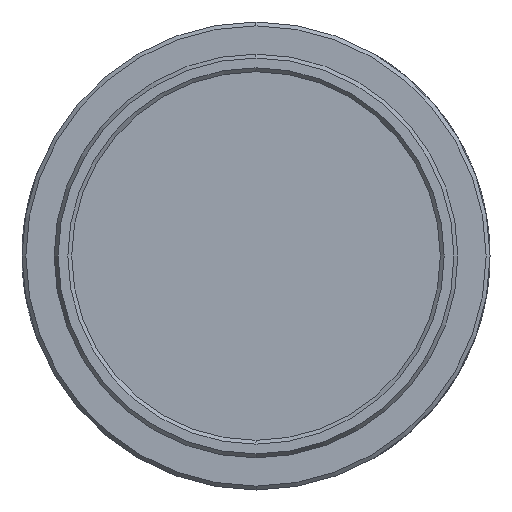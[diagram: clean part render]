
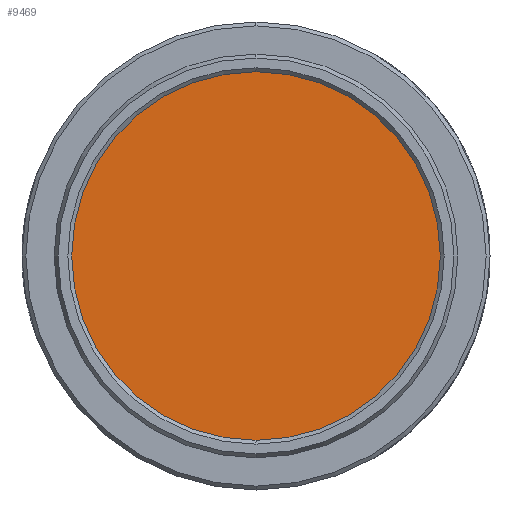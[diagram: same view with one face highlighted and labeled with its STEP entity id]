
A CAD part, left-side view. The second image highlights one B-rep face of the part: STEP entity #9469.
In plain terms, the highlighted planar face has unit normal (-1, 0, 0).
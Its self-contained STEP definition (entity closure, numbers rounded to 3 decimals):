
#49 = AXIS2_PLACEMENT_3D ( 'NONE', #931, #8803, #131 ) ;
#68 = DIRECTION ( 'NONE',  ( 0., -0.96, -0.281 ) ) ;
#131 = DIRECTION ( 'NONE',  ( 0., -0.96, -0.281 ) ) ;
#176 = EDGE_CURVE ( 'NONE', #8250, #3382, #8110, .T. ) ;
#232 = CARTESIAN_POINT ( 'NONE',  ( -2.667, 12.189, 3.567 ) ) ;
#931 = CARTESIAN_POINT ( 'NONE',  ( -2.667, 0., 0. ) ) ;
#2284 = CARTESIAN_POINT ( 'NONE',  ( -2.667, -12.189, -3.567 ) ) ;
#2498 = PLANE ( 'NONE',  #49 ) ;
#2592 = DIRECTION ( 'NONE',  ( 1., 0., 0. ) ) ;
#3382 = VERTEX_POINT ( 'NONE', #2284 ) ;
#3624 = AXIS2_PLACEMENT_3D ( 'NONE', #7218, #2592, #68 ) ;
#3887 = DIRECTION ( 'NONE',  ( 1., 0., 0. ) ) ;
#5692 = ORIENTED_EDGE ( 'NONE', *, *, #176, .F. ) ;
#6670 = ORIENTED_EDGE ( 'NONE', *, *, #9422, .F. ) ;
#7188 = CARTESIAN_POINT ( 'NONE',  ( -2.667, 0., 0. ) ) ;
#7218 = CARTESIAN_POINT ( 'NONE',  ( -2.667, 0., 0. ) ) ;
#7327 = FACE_OUTER_BOUND ( 'NONE', #9980, .T. ) ;
#8110 = CIRCLE ( 'NONE', #8345, 12.7 ) ;
#8250 = VERTEX_POINT ( 'NONE', #232 ) ;
#8345 = AXIS2_PLACEMENT_3D ( 'NONE', #7188, #3887, #9403 ) ;
#8432 = CIRCLE ( 'NONE', #3624, 12.7 ) ;
#8803 = DIRECTION ( 'NONE',  ( 1., 0., 0. ) ) ;
#9403 = DIRECTION ( 'NONE',  ( 0., -0.96, -0.281 ) ) ;
#9422 = EDGE_CURVE ( 'NONE', #3382, #8250, #8432, .T. ) ;
#9469 = ADVANCED_FACE ( 'NONE', ( #7327 ), #2498, .F. ) ;
#9980 = EDGE_LOOP ( 'NONE', ( #6670, #5692 ) ) ;
